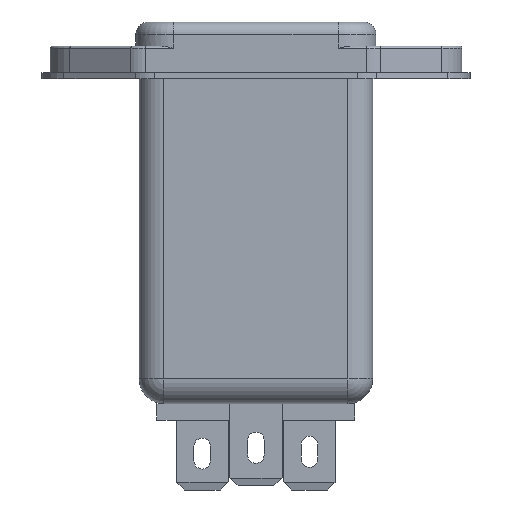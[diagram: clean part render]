
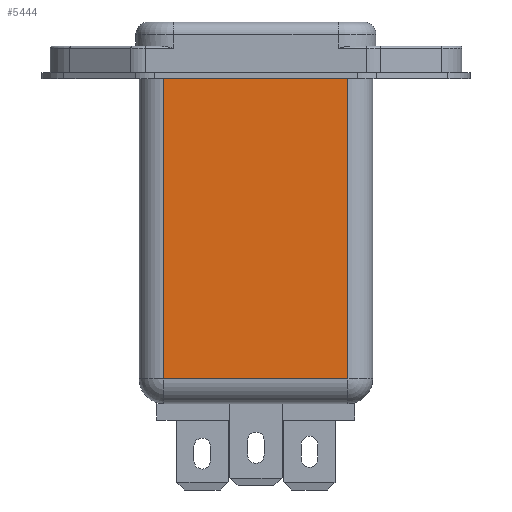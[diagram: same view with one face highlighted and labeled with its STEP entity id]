
A CAD part, front view. The second image highlights one B-rep face of the part: STEP entity #5444.
In plain terms, the highlighted planar face has unit normal (0, -1, 0).
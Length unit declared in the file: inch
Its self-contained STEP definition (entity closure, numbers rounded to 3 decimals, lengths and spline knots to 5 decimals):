
#202 = VERTEX_POINT ( 'NONE', #1766 ) ;
#324 = VERTEX_POINT ( 'NONE', #1944 ) ;
#328 = EDGE_CURVE ( 'NONE', #324, #202, #1939, .T. ) ;
#1766 = CARTESIAN_POINT ( 'NONE',  ( -0.44094, -0.42, -0.15622 ) ) ;
#1939 = LINE ( 'NONE', #2001, #2000 ) ;
#1944 = CARTESIAN_POINT ( 'NONE',  ( 0.44094, -0.42, -0.15622 ) ) ;
#1999 = DIRECTION ( 'NONE',  ( -1., 0., 0. ) ) ;
#2000 = VECTOR ( 'NONE', #1999, 39.37008 ) ;
#2001 = CARTESIAN_POINT ( 'NONE',  ( -0.44094, -0.42, -0.15622 ) ) ;
#4301 = DIRECTION ( 'NONE',  ( 1., 0., 0. ) ) ;
#4302 = VECTOR ( 'NONE', #4301, 39.37008 ) ;
#4303 = CARTESIAN_POINT ( 'NONE',  ( 0.44094, -0.42, -1.59323 ) ) ;
#4304 = LINE ( 'NONE', #4303, #4302 ) ;
#4305 = CARTESIAN_POINT ( 'NONE',  ( -0.44094, -0.42, -1.59323 ) ) ;
#4306 = DIRECTION ( 'NONE',  ( 0., 0., 1. ) ) ;
#4307 = VECTOR ( 'NONE', #4306, 39.37008 ) ;
#4308 = CARTESIAN_POINT ( 'NONE',  ( -0.44094, -0.42, -1.71134 ) ) ;
#4309 = LINE ( 'NONE', #4308, #4307 ) ;
#4371 = DIRECTION ( 'NONE',  ( 0., 0., 1. ) ) ;
#4372 = VECTOR ( 'NONE', #4371, 39.37008 ) ;
#4373 = CARTESIAN_POINT ( 'NONE',  ( 0.44094, -0.42, -1.71134 ) ) ;
#4377 = LINE ( 'NONE', #4373, #4372 ) ;
#4421 = DIRECTION ( 'NONE',  ( -1., 0., 0. ) ) ;
#4422 = DIRECTION ( 'NONE',  ( 0., 1., 0. ) ) ;
#4423 = CARTESIAN_POINT ( 'NONE',  ( -0.44094, -0.42, -1.71134 ) ) ;
#4424 = AXIS2_PLACEMENT_3D ( 'NONE', #4423, #4422, #4421 ) ;
#4426 = PLANE ( 'NONE',  #4424 ) ;
#4432 = FACE_OUTER_BOUND ( 'NONE', #5366, .T. ) ;
#4433 = CARTESIAN_POINT ( 'NONE',  ( 0.44094, -0.42, -1.59323 ) ) ;
#5366 = EDGE_LOOP ( 'NONE', ( #5367, #5370, #5372, #5426 ) ) ;
#5367 = ORIENTED_EDGE ( 'NONE', *, *, #5368, .F. ) ;
#5368 = EDGE_CURVE ( 'NONE', #5369, #202, #4309, .T. ) ;
#5369 = VERTEX_POINT ( 'NONE', #4305 ) ;
#5370 = ORIENTED_EDGE ( 'NONE', *, *, #5371, .T. ) ;
#5371 = EDGE_CURVE ( 'NONE', #5369, #5439, #4304, .T. ) ;
#5372 = ORIENTED_EDGE ( 'NONE', *, *, #5438, .T. ) ;
#5426 = ORIENTED_EDGE ( 'NONE', *, *, #328, .T. ) ;
#5438 = EDGE_CURVE ( 'NONE', #5439, #324, #4377, .T. ) ;
#5439 = VERTEX_POINT ( 'NONE', #4433 ) ;
#5444 = ADVANCED_FACE ( 'NONE', ( #4432 ), #4426, .F. ) ;
